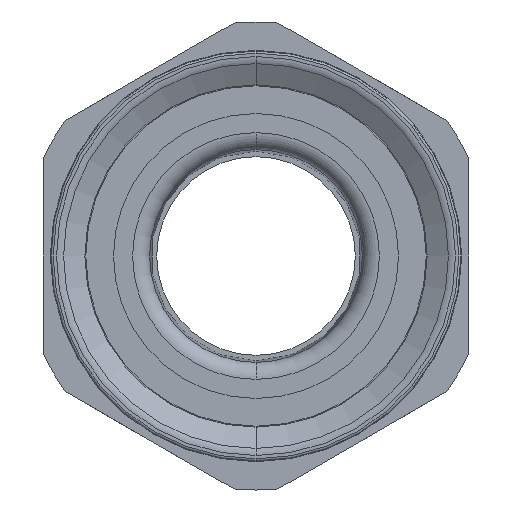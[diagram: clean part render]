
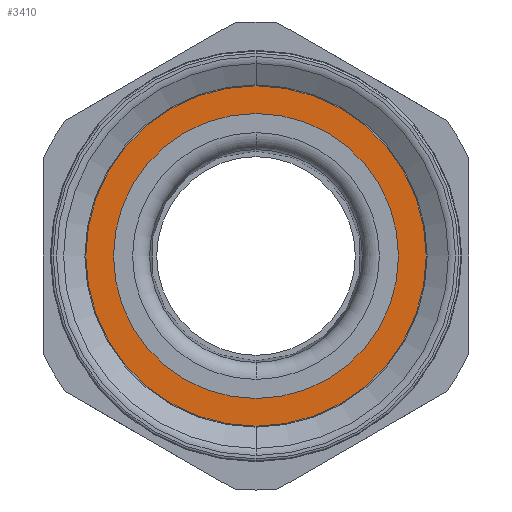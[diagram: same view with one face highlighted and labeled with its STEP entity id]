
A CAD part, front view. The second image highlights one B-rep face of the part: STEP entity #3410.
In plain terms, the highlighted planar face has unit normal (0, -1, 0).
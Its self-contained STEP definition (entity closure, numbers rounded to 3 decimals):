
#63 = DIRECTION ( 'NONE',  ( 0., -1., 0. ) ) ;
#182 = CARTESIAN_POINT ( 'NONE',  ( 0., -21.4, -5.025 ) ) ;
#208 = AXIS2_PLACEMENT_3D ( 'NONE', #2671, #5660, #2205 ) ;
#427 = DIRECTION ( 'NONE',  ( 0., 0., -1. ) ) ;
#439 = EDGE_CURVE ( 'NONE', #4690, #487, #1321, .T. ) ;
#487 = VERTEX_POINT ( 'NONE', #4505 ) ;
#601 = DIRECTION ( 'NONE',  ( 0., 0., 1. ) ) ;
#952 = CARTESIAN_POINT ( 'NONE',  ( 0., -21.4, 0. ) ) ;
#1099 = CARTESIAN_POINT ( 'NONE',  ( 0., -21.4, 5.025 ) ) ;
#1189 = EDGE_CURVE ( 'NONE', #487, #4690, #3185, .T. ) ;
#1197 = AXIS2_PLACEMENT_3D ( 'NONE', #5563, #3583, #601 ) ;
#1222 = EDGE_LOOP ( 'NONE', ( #4022, #5502 ) ) ;
#1321 = CIRCLE ( 'NONE', #6375, 6. ) ;
#2205 = DIRECTION ( 'NONE',  ( 0., 0., -1. ) ) ;
#2267 = EDGE_LOOP ( 'NONE', ( #3113, #2932 ) ) ;
#2507 = FACE_BOUND ( 'NONE', #1222, .T. ) ;
#2652 = CARTESIAN_POINT ( 'NONE',  ( 0., -21.4, 0. ) ) ;
#2653 = AXIS2_PLACEMENT_3D ( 'NONE', #2652, #6147, #3173 ) ;
#2671 = CARTESIAN_POINT ( 'NONE',  ( 0., -21.4, 0. ) ) ;
#2694 = CARTESIAN_POINT ( 'NONE',  ( 0., -21.4, 6. ) ) ;
#2818 = CIRCLE ( 'NONE', #5310, 5.025 ) ;
#2932 = ORIENTED_EDGE ( 'NONE', *, *, #439, .T. ) ;
#3067 = CARTESIAN_POINT ( 'NONE',  ( 0., -21.4, 0. ) ) ;
#3113 = ORIENTED_EDGE ( 'NONE', *, *, #1189, .T. ) ;
#3173 = DIRECTION ( 'NONE',  ( 0., 0., -1. ) ) ;
#3185 = CIRCLE ( 'NONE', #208, 6. ) ;
#3377 = EDGE_CURVE ( 'NONE', #6334, #3871, #2818, .T. ) ;
#3410 = ADVANCED_FACE ( 'NONE', ( #2507, #3819 ), #4556, .F. ) ;
#3423 = DIRECTION ( 'NONE',  ( 0., -1., 0. ) ) ;
#3562 = DIRECTION ( 'NONE',  ( 0., 0., -1. ) ) ;
#3583 = DIRECTION ( 'NONE',  ( 0., 1., 0. ) ) ;
#3755 = CIRCLE ( 'NONE', #2653, 5.025 ) ;
#3819 = FACE_OUTER_BOUND ( 'NONE', #2267, .T. ) ;
#3871 = VERTEX_POINT ( 'NONE', #182 ) ;
#4022 = ORIENTED_EDGE ( 'NONE', *, *, #5890, .F. ) ;
#4505 = CARTESIAN_POINT ( 'NONE',  ( 0., -21.4, -6. ) ) ;
#4556 = PLANE ( 'NONE',  #1197 ) ;
#4690 = VERTEX_POINT ( 'NONE', #2694 ) ;
#5310 = AXIS2_PLACEMENT_3D ( 'NONE', #3067, #63, #3562 ) ;
#5502 = ORIENTED_EDGE ( 'NONE', *, *, #3377, .F. ) ;
#5563 = CARTESIAN_POINT ( 'NONE',  ( -6., -21.4, 0. ) ) ;
#5660 = DIRECTION ( 'NONE',  ( 0., -1., 0. ) ) ;
#5890 = EDGE_CURVE ( 'NONE', #3871, #6334, #3755, .T. ) ;
#6147 = DIRECTION ( 'NONE',  ( 0., -1., 0. ) ) ;
#6334 = VERTEX_POINT ( 'NONE', #1099 ) ;
#6375 = AXIS2_PLACEMENT_3D ( 'NONE', #952, #3423, #427 ) ;
